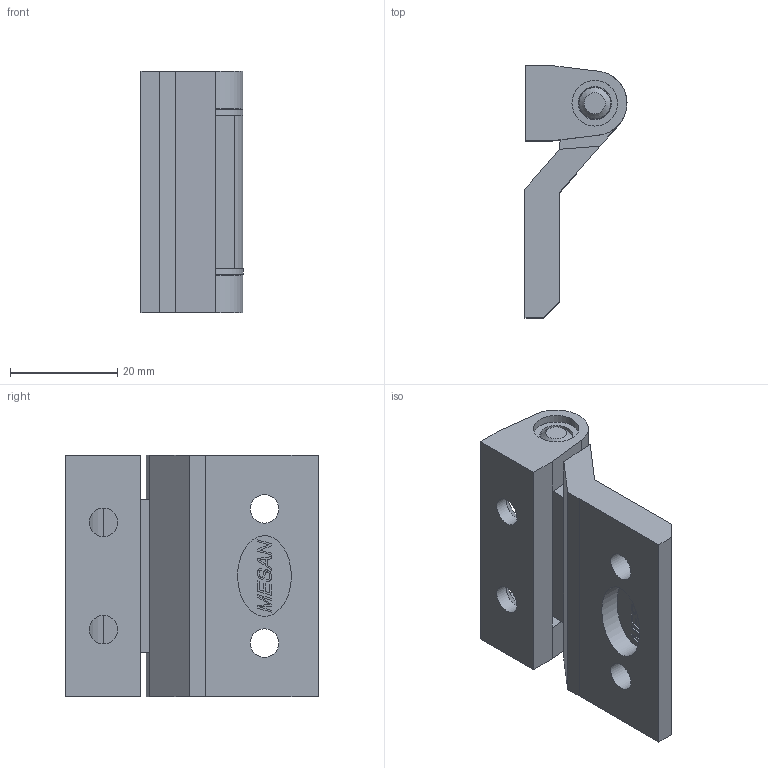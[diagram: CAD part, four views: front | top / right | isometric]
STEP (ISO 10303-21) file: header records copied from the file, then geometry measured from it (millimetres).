
FILE_DESCRIPTION( ( 'STEP AP203' ), '1' );
FILE_NAME( '100.M.F.00.step', '2007-01-18T15:29:39', ( ' ' ), ( ' ' ), 'XStep 1.0', ' ', ' ' );
FILE_SCHEMA( ( 'CONFIG_CONTROL_DESIGN' ) );
Length unit declared in the file: millimetre
Products named in the file (5): 1; 2; 3; 4; 5
Bounding box: 19 x 47.01 x 45 mm (x, y, z)
Volume: 17373.7 mm3; surface area: 10852.8 mm2
Topology: 5 solids, 5 shells, 325 faces, 848 edges, 547 vertices
Faces by surface type: plane 241, cone 55, cylinder 22, extrusion 7
Full cylindrical faces by diameter (mm): 5.3 x4, 5.9 x1, 6 x2, 6.2 x3, 8 x3, 8.1 x2, 8.5 x2, 12 x2
Entity records: 10607 total; most frequent: CARTESIAN_POINT 3004, ORIENTED_EDGE 1628, DIRECTION 1319, EDGE_CURVE 814, VERTEX_POINT 538, AXIS2_PLACEMENT_3D 474, EDGE_LOOP 382, VECTOR 371
